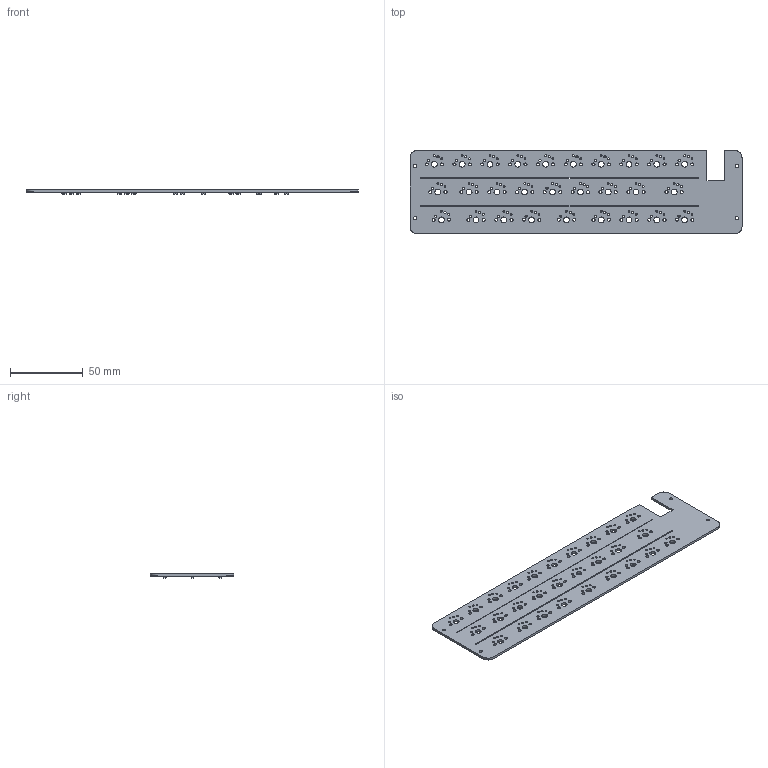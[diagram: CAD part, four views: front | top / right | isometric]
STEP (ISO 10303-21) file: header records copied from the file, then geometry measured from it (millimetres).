
FILE_DESCRIPTION(('KiCad electronic assembly'),'2;1');
FILE_NAME('qaz.step','2023-08-31T22:04:23',('Pcbnew'),('Kicad'), 'Open CASCADE STEP processor 7.6','KiCad to STEP converter','Unknown' );
FILE_SCHEMA(('AUTOMOTIVE_DESIGN { 1 0 10303 214 1 1 1 1 }'));
Length unit declared in the file: millimetre
Products named in the file (4): qaz 1; SOT-23; SOLID; qaz PCB
Assembly tree (17 placements, depth 3):
  qaz 1
    SOT-23  x15
      SOLID
    qaz PCB
Bounding box: 227.41 x 57.25 x 2.85 mm (x, y, z)
Volume: 18956.4 mm3; surface area: 28027.8 mm2
Topology: 16 solids, 16 shells, 1574 faces, 3996 edges, 2454 vertices
Faces by surface type: plane 677, cylinder 492, bspline 405
Full cylindrical faces by diameter (mm): 1.2 x56, 1.524 x56, 2.2 x4, 3.988 x28
Entity records: 39405 total; most frequent: CARTESIAN_POINT 10200, DIRECTION 5134, ORIENTED_EDGE 2952, PCURVE 2952, DEFINITIONAL_REPRESENTATION 2952, LINE 2824, VECTOR 2824, EDGE_CURVE 1476
